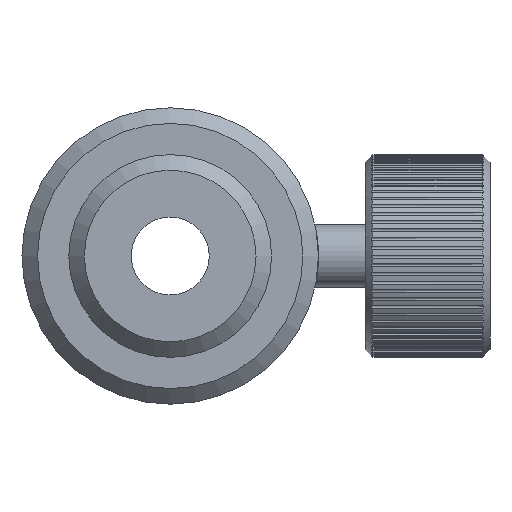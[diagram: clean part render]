
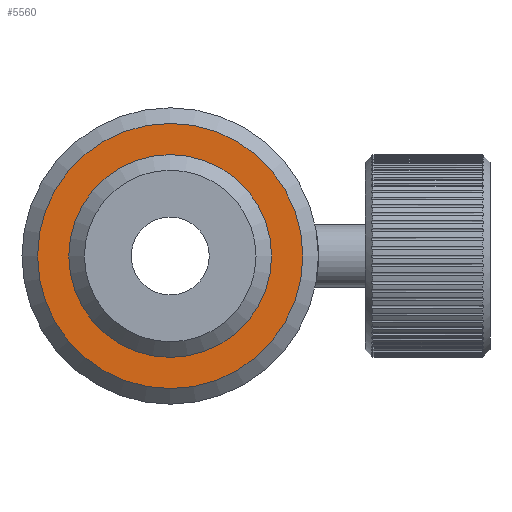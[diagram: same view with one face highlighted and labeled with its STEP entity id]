
A CAD part, front view. The second image highlights one B-rep face of the part: STEP entity #5560.
In plain terms, the highlighted planar face has unit normal (0, -1, 0).
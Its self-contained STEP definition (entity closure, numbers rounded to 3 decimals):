
#14 = DIRECTION ( 'NONE',  ( 0., 0., -1. ) ) ;
#90 = CARTESIAN_POINT ( 'NONE',  ( 6.5, 0., 0. ) ) ;
#546 = ORIENTED_EDGE ( 'NONE', *, *, #981, .T. ) ;
#770 = EDGE_LOOP ( 'NONE', ( #546 ) ) ;
#821 = DIRECTION ( 'NONE',  ( 0., 0., -1. ) ) ;
#843 = EDGE_LOOP ( 'NONE', ( #2195 ) ) ;
#852 = CARTESIAN_POINT ( 'NONE',  ( 0., 0., 0. ) ) ;
#981 = EDGE_CURVE ( 'NONE', #1515, #1515, #5071, .T. ) ;
#1120 = FACE_OUTER_BOUND ( 'NONE', #770, .T. ) ;
#1515 = VERTEX_POINT ( 'NONE', #3558 ) ;
#1960 = AXIS2_PLACEMENT_3D ( 'NONE', #852, #4003, #821 ) ;
#2113 = AXIS2_PLACEMENT_3D ( 'NONE', #4705, #6299, #14 ) ;
#2193 = DIRECTION ( 'NONE',  ( 0., -1., 0. ) ) ;
#2195 = ORIENTED_EDGE ( 'NONE', *, *, #6341, .F. ) ;
#2617 = VERTEX_POINT ( 'NONE', #4716 ) ;
#3166 = CIRCLE ( 'NONE', #1960, 6.5 ) ;
#3558 = CARTESIAN_POINT ( 'NONE',  ( 0., 0., -8.5 ) ) ;
#4003 = DIRECTION ( 'NONE',  ( 0., -1., 0. ) ) ;
#4705 = CARTESIAN_POINT ( 'NONE',  ( 0., 0., 0. ) ) ;
#4716 = CARTESIAN_POINT ( 'NONE',  ( 0., 0., -6.5 ) ) ;
#5071 = CIRCLE ( 'NONE', #2113, 8.5 ) ;
#5327 = PLANE ( 'NONE',  #6131 ) ;
#5560 = ADVANCED_FACE ( 'NONE', ( #1120, #6785 ), #5327, .T. ) ;
#6131 = AXIS2_PLACEMENT_3D ( 'NONE', #90, #2193, #6404 ) ;
#6299 = DIRECTION ( 'NONE',  ( 0., -1., 0. ) ) ;
#6341 = EDGE_CURVE ( 'NONE', #2617, #2617, #3166, .T. ) ;
#6404 = DIRECTION ( 'NONE',  ( 0., 0., -1. ) ) ;
#6785 = FACE_BOUND ( 'NONE', #843, .T. ) ;
